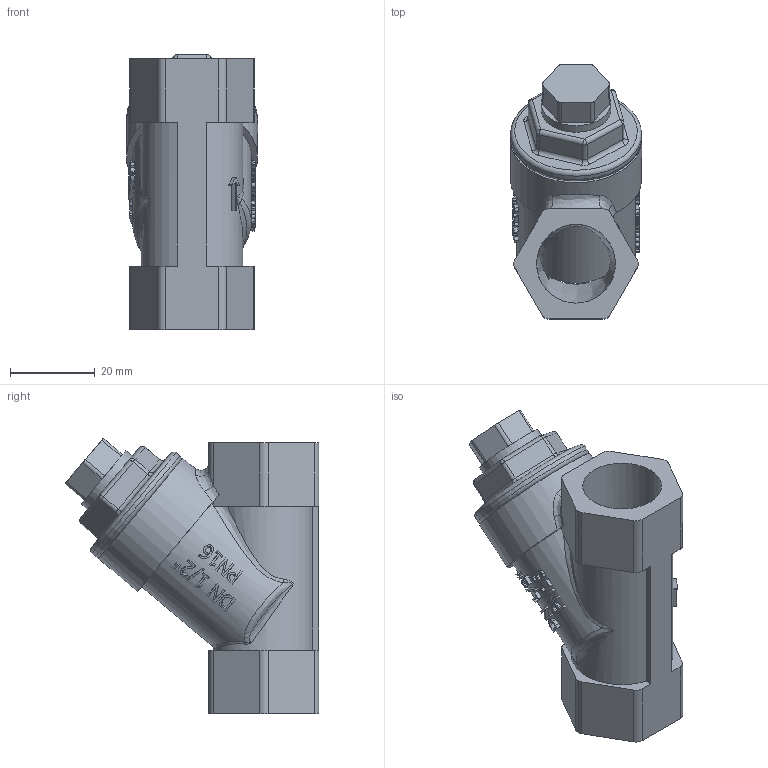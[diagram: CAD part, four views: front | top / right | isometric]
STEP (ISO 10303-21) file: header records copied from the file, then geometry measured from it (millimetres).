
FILE_DESCRIPTION(/* description */ ('230004'),/* implementation_level */ '2;1');
FILE_NAME(/* name */ '230004.stp',/* time_stamp */ '2015-10-08T13:51:18+02:00',/* author */ ('jmorand'),/* organization */ ('Sferaco'),/* preprocessor_version */ 'ST-DEVELOPER v16.1',/* originating_system */ 'Autodesk Inventor 2016',/* authorisation */ '');
FILE_SCHEMA (('AUTOMOTIVE_DESIGN { 1 0 10303 214 3 1 1 }'));
Length unit declared in the file: millimetre
Products named in the file (1): 230004_bd
Bounding box: 31 x 60.02 x 65.04 mm (x, y, z)
Volume: 33608.9 mm3; surface area: 19340.7 mm2
Topology: 1 solids, 1 shells, 571 faces, 1527 edges, 997 vertices
Faces by surface type: bspline 249, plane 210, cylinder 94, torus 8, sphere 6, cone 4
Full cylindrical faces by diameter (mm): 11.445 x1, 16.5 x1, 18 x1, 18.631 x2, 19 x1, 20 x1, 23.8 x1, 31 x2
Entity records: 24770 total; most frequent: CARTESIAN_POINT 11515, ORIENTED_EDGE 2994, DIRECTION 1933, EDGE_CURVE 1497, VERTEX_POINT 988, LINE 695, VECTOR 695, EDGE_LOOP 635
